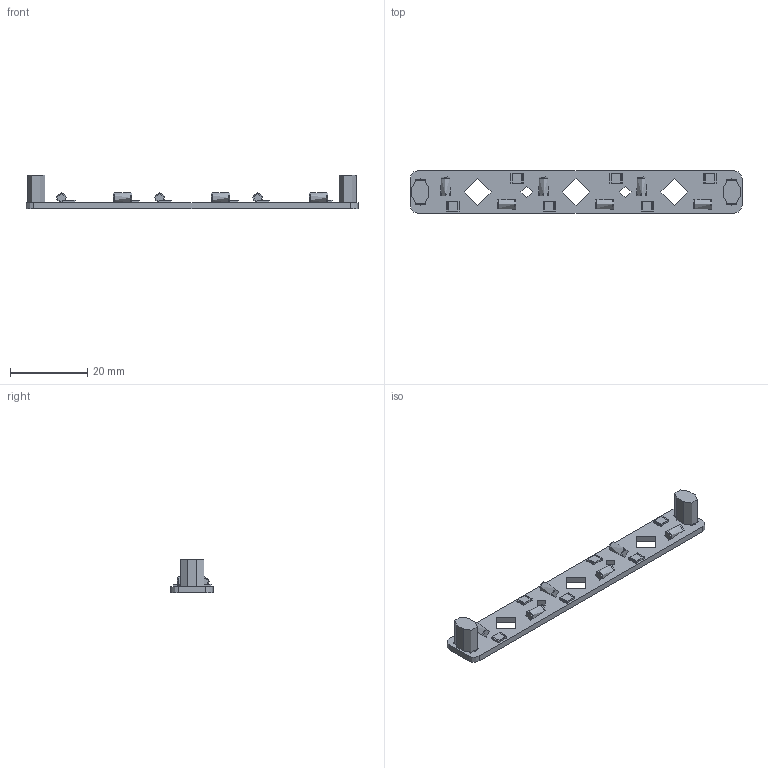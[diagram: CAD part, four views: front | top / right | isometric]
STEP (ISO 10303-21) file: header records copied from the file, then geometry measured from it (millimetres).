
FILE_DESCRIPTION(('KiCad electronic assembly'),'2;1');
FILE_NAME('Leiterplatte_Diodenarray_20240701.step','2024-10-08T21:07:05' ,('Pcbnew'),('Kicad'),'Open CASCADE STEP processor 7.7', 'KiCad to STEP converter','Unknown');
FILE_SCHEMA(('AUTOMOTIVE_DESIGN { 1 0 10303 214 1 1 1 1 }'));
Length unit declared in the file: millimetre
Products named in the file (8): Leiterplatte_Diodenarray_20240701 1; p9; melf 01; R_1210_3225Metric; 7466313; ASSEMBLY; Leiterplatte_Diodenarray_20240701_PCB
Assembly tree (18 placements, depth 3):
  Leiterplatte_Diodenarray_20240701 1
    p9  x6
      melf 01
    R_1210_3225Metric  x6
      R_1210_3225Metric
    7466313  x2
      ASSEMBLY
    Leiterplatte_Diodenarray_20240701_PCB
Bounding box: 86 x 11 x 8.8 mm (x, y, z)
Volume: 1819.8 mm3
Topology: 31 solids, 33 shells, 261 faces, 573 edges, 376 vertices
Faces by surface type: plane 176, cylinder 73, bspline 12
Full cylindrical faces by diameter (mm): 1 x2, 1.2 x4, 2.5 x6, 3 x2, 7 x3
Entity records: 2469 total; most frequent: CARTESIAN_POINT 410, DIRECTION 382, ORIENTED_EDGE 312, EDGE_CURVE 156, AXIS2_PLACEMENT_3D 142, VERTEX_POINT 104, LINE 98, VECTOR 98
